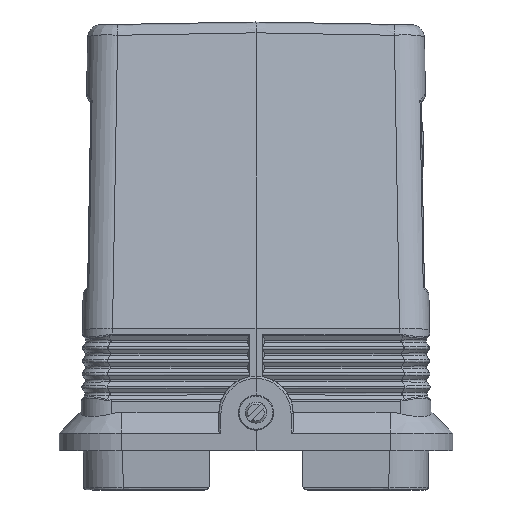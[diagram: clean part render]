
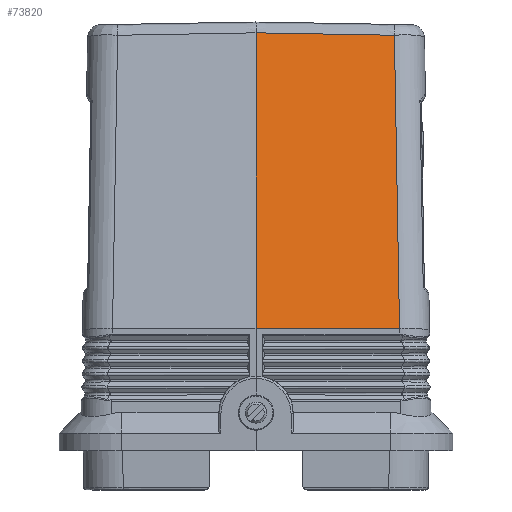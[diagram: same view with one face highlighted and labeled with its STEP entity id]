
A CAD part, left-side view. The second image highlights one B-rep face of the part: STEP entity #73820.
In plain terms, the highlighted face is planar.
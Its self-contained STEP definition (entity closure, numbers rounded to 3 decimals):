
#48580=CARTESIAN_POINT('',(12.705,106.658,
31.642));
#48590=VERTEX_POINT('',#48580);
#73100=CARTESIAN_POINT('',(0.336,39.689,
0.));
#73110=DIRECTION('',(-0.985,0.174,
0.017));
#73120=DIRECTION('',(0.174,0.985,
0.));
#73130=AXIS2_PLACEMENT_3D('',#73100,#73110,#73120);
#73140=PLANE('',#73130);
#73150=CARTESIAN_POINT('',(-5.854,1.215,
33.482));
#73160=DIRECTION('',(-0.173,-0.985,
0.017));
#73170=VECTOR('',#73160,1.);
#73180=LINE('',#73150,#73170);
#73190=CARTESIAN_POINT('',(0.908,39.634,
32.812));
#73200=VERTEX_POINT('',#73190);
#73210=EDGE_CURVE('',#48590,#73200,#73180,.T.);
#73220=ORIENTED_EDGE('',*,*,#73210,.F.);
#73230=CARTESIAN_POINT('',(8.663,83.709,
31.899));
#73240=DIRECTION('',(-0.985,0.174,
0.017));
#73250=DIRECTION('',(0.173,0.985,
-0.02));
#73260=AXIS2_PLACEMENT_3D('',#73230,#73240,#73250);
#73270=ELLIPSE('',#73260,44.762,7.);
#73280=CARTESIAN_POINT('',(0.908,39.634,
32.793));
#73290=VERTEX_POINT('',#73280);
#73300=EDGE_CURVE('',#73290,#73200,#73270,.T.);
#73310=ORIENTED_EDGE('',*,*,#73300,.T.);
#73320=CARTESIAN_POINT('',(0.336,39.689,0.));
#73330=DIRECTION('',(0.017,-0.002,
1.));
#73340=VECTOR('',#73330,1.);
#73350=LINE('',#73320,#73340);
#73360=CARTESIAN_POINT('',(0.336,39.689,
0.));
#73370=VERTEX_POINT('',#73360);
#73380=EDGE_CURVE('',#73370,#73290,#73350,.T.);
#73390=ORIENTED_EDGE('',*,*,#73380,.T.);
#73400=CARTESIAN_POINT('',(-6.662,0.,0.));
#73410=DIRECTION('',(0.174,0.985,
0.));
#73420=VECTOR('',#73410,1.);
#73430=LINE('',#73400,#73420);
#73440=CARTESIAN_POINT('',(12.242,107.21,
0.));
#73450=VERTEX_POINT('',#73440);
#73460=EDGE_CURVE('',#73370,#73450,#73430,.T.);
#73470=ORIENTED_EDGE('',*,*,#73460,.F.);
#73480=CARTESIAN_POINT('',(12.705,106.658,
31.642));
#73490=CARTESIAN_POINT('',(12.696,106.669,
30.989));
#73500=CARTESIAN_POINT('',(12.684,106.683,
30.205));
#73510=CARTESIAN_POINT('',(12.671,106.699,
29.291));
#73520=CARTESIAN_POINT('',(12.665,106.706,
28.899));
#73530=CARTESIAN_POINT('',(12.655,106.718,
28.201));
#73540=CARTESIAN_POINT('',(12.647,106.728,
27.633));
#73550=CARTESIAN_POINT('',(12.617,106.763,
25.642));
#73560=CARTESIAN_POINT('',(12.591,106.794,
23.869));
#73570=CARTESIAN_POINT('',(12.565,106.825,
22.063));
#73580=CARTESIAN_POINT('',(12.536,106.86,
20.072));
#73590=CARTESIAN_POINT('',(12.509,106.892,
18.233));
#73600=CARTESIAN_POINT('',(12.481,106.925,
16.363));
#73610=CARTESIAN_POINT('',(12.479,106.928,
16.167));
#73620=CARTESIAN_POINT('',(12.477,106.93,
16.036));
#73630=CARTESIAN_POINT('',(12.472,106.935,
15.74));
#73640=CARTESIAN_POINT('',(12.469,106.939,
15.51));
#73650=CARTESIAN_POINT('',(12.465,106.945,
15.214));
#73660=CARTESIAN_POINT('',(12.44,106.974,
13.537));
#73670=CARTESIAN_POINT('',(12.414,107.004,
11.786));
#73680=CARTESIAN_POINT('',(12.389,107.035,
10.028));
#73690=CARTESIAN_POINT('',(12.356,107.074,
7.787));
#73700=CARTESIAN_POINT('',(12.323,107.114,
5.509));
#73710=CARTESIAN_POINT('',(12.29,107.153,
3.269));
#73720=CARTESIAN_POINT('',(12.285,107.158,
2.975));
#73730=CARTESIAN_POINT('',(12.281,107.164,
2.645));
#73740=CARTESIAN_POINT('',(12.251,107.199,
0.616));
#73750=CARTESIAN_POINT('',(12.223,107.232,
-1.265));
#73760=CARTESIAN_POINT('',(12.198,107.262,
-2.999));
#73770=(BOUNDED_CURVE() B_SPLINE_CURVE(3,(#73480,#73490,#73500,#73510,
#73520,#73530,#73540,#73550,#73560,#73570,#73580,#73590,#73600,#73610,
#73620,#73630,#73640,#73650,#73660,#73670,#73680,#73690,#73700,#73710,
#73720,#73730,#73740,#73750,#73760),.UNSPECIFIED.,.F.,.F.) 
B_SPLINE_CURVE_WITH_KNOTS((4,1,1,1,1,2,1,1,1,1,1,1,2,2,1,1,1,1,1,1,1,1,1
,4),(150.504,152.463,152.855,153.247,
153.639,154.95,159.615,160.271,
160.369,165.591,165.787,165.983,
166.179,166.871,167.066,171.903,
172.124,172.344,178.627,178.959,
179.067,179.508,179.949,185.154),
.UNSPECIFIED.) CURVE() GEOMETRIC_REPRESENTATION_ITEM() 
RATIONAL_B_SPLINE_CURVE((1.,1.,
1.,1.,1.,1.,
1.,1.,1.,1.,
1.,1.,1.,1.,
1.,1.,1.,1.,
1.,1.,1.,1.,
1.,1.,1.,1.,
1.,1.,1.)) 
REPRESENTATION_ITEM(''));
#73780=EDGE_CURVE('',#48590,#73450,#73770,.T.);
#73790=ORIENTED_EDGE('',*,*,#73780,.T.);
#73800=EDGE_LOOP('',(#73790,#73470,#73390,#73310,#73220));
#73810=FACE_OUTER_BOUND('',#73800,.T.);
#73820=ADVANCED_FACE('',(#73810),#73140,.T.);
